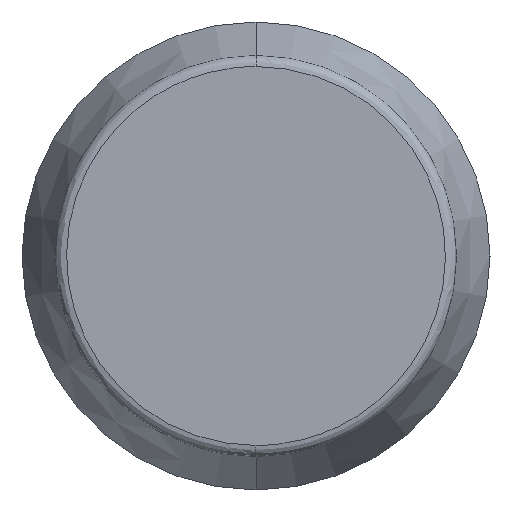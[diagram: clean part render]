
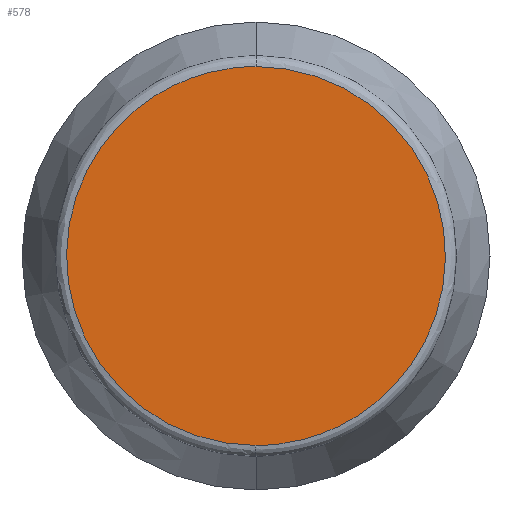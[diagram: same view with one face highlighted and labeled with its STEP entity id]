
A CAD part, front view. The second image highlights one B-rep face of the part: STEP entity #578.
In plain terms, the highlighted planar face has unit normal (0, -1, 0).
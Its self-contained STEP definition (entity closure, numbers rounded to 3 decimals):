
#8 = CARTESIAN_POINT ( 'NONE',  ( 0., 0., 8.5 ) ) ;
#172 = CARTESIAN_POINT ( 'NONE',  ( -17., 0., 8.5 ) ) ;
#196 = VERTEX_POINT ( 'NONE', #260 ) ;
#212 = VERTEX_POINT ( 'NONE', #275 ) ;
#238 = EDGE_LOOP ( 'NONE', ( #459, #445 ) ) ;
#245 = CARTESIAN_POINT ( 'NONE',  ( -17., 0., -8.5 ) ) ;
#246 = CARTESIAN_POINT ( 'NONE',  ( 0., 0., -8.5 ) ) ;
#260 = CARTESIAN_POINT ( 'NONE',  ( 0., 0., 8.5 ) ) ;
#275 = CARTESIAN_POINT ( 'NONE',  ( 0., 0., -8.5 ) ) ;
#289 = CARTESIAN_POINT ( 'NONE',  ( 17., 0., -8.5 ) ) ;
#290 = CARTESIAN_POINT ( 'NONE',  ( 0., 0., -8.5 ) ) ;
#291 = CARTESIAN_POINT ( 'NONE',  ( 0., 0., 8.5 ) ) ;
#296 = CARTESIAN_POINT ( 'NONE',  ( 17., 0., 8.5 ) ) ;
#345 = DIRECTION ( 'NONE',  ( 0., 0., -1. ) ) ;
#346 = DIRECTION ( 'NONE',  ( 0., -1., 0. ) ) ;
#352 = PLANE ( 'NONE',  #629 ) ;
#353 = CARTESIAN_POINT ( 'NONE',  ( -8.602, 0., 8.602 ) ) ;
#430 =( BOUNDED_CURVE ( )  B_SPLINE_CURVE ( 3, ( #290, #245, #172, #8 ),
 .UNSPECIFIED., .F., .F. ) 
 B_SPLINE_CURVE_WITH_KNOTS ( ( 4, 4 ),
 ( 0., 1. ),
 .UNSPECIFIED. ) 
 CURVE ( )  GEOMETRIC_REPRESENTATION_ITEM ( )  RATIONAL_B_SPLINE_CURVE ( ( 0.957, 0.319, 0.319, 0.957 ) ) 
 REPRESENTATION_ITEM ( '' )  );
#434 =( BOUNDED_CURVE ( )  B_SPLINE_CURVE ( 3, ( #291, #296, #289, #246 ),
 .UNSPECIFIED., .F., .F. ) 
 B_SPLINE_CURVE_WITH_KNOTS ( ( 4, 4 ),
 ( 0., 1. ),
 .UNSPECIFIED. ) 
 CURVE ( )  GEOMETRIC_REPRESENTATION_ITEM ( )  RATIONAL_B_SPLINE_CURVE ( ( 0.957, 0.319, 0.319, 0.957 ) ) 
 REPRESENTATION_ITEM ( '' )  );
#445 = ORIENTED_EDGE ( 'NONE', *, *, #600, .F. ) ;
#459 = ORIENTED_EDGE ( 'NONE', *, *, #599, .F. ) ;
#516 = FACE_OUTER_BOUND ( 'NONE', #238, .T. ) ;
#578 = ADVANCED_FACE ( 'NONE', ( #516 ), #352, .T. ) ;
#599 = EDGE_CURVE ( 'NONE', #196, #212, #434, .T. ) ;
#600 = EDGE_CURVE ( 'NONE', #212, #196, #430, .T. ) ;
#629 = AXIS2_PLACEMENT_3D ( 'NONE', #353, #346, #345 ) ;
